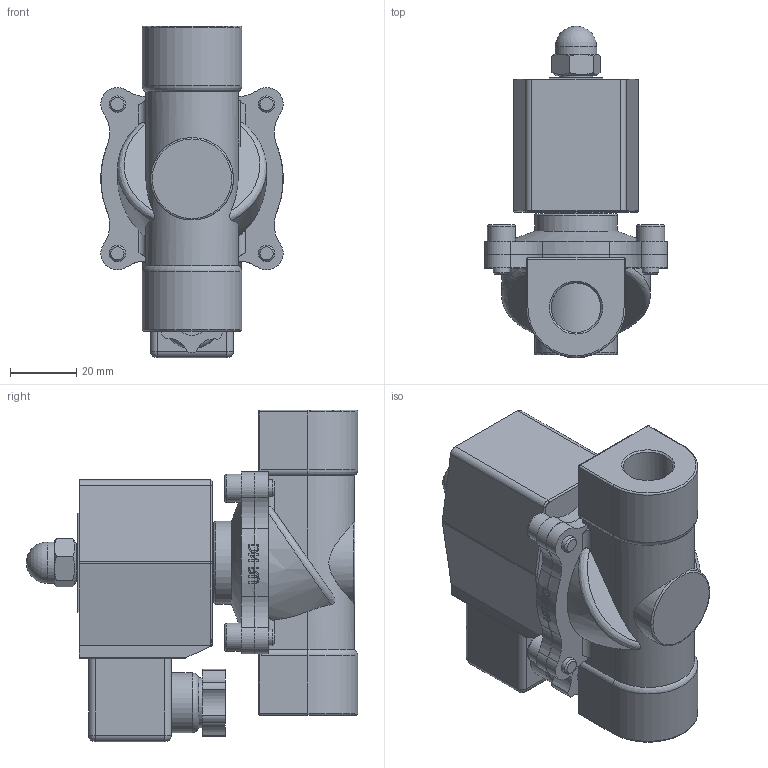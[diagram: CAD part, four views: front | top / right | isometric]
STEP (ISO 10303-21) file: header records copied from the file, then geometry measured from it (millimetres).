
FILE_DESCRIPTION(/* description */ (''),/* implementation_level */ '2;1');
FILE_NAME(/* name */ 'DN15_3D_STEP.stp',/* time_stamp */ '2024-03-20T18:46:28+03:00',/* author */ ('igorr'),/* organization */ (''),/* preprocessor_version */ 'ST-DEVELOPER v19.2',/* originating_system */ 'Autodesk Inventor 2023',/* authorisation */ '');
FILE_SCHEMA (('AUTOMOTIVE_DESIGN { 1 0 10303 214 3 1 1 }'));
Length unit declared in the file: millimetre
Products named in the file (4): Сборка; Деталь1; DIN 1587 - M8; AS 1420 - 1973 - M5 x 10
Assembly tree (6 placements, depth 2):
  Сборка
    Деталь1
    DIN 1587 - M8
    AS 1420 - 1973 - M5 x 10  x4
Bounding box: 55 x 100 x 100 mm (x, y, z)
Volume: 181474 mm3; surface area: 37712.5 mm2
Topology: 6 solids, 6 shells, 545 faces, 1472 edges, 958 vertices
Faces by surface type: plane 242, cylinder 200, bspline 51, torus 23, cone 20, sphere 9
Full cylindrical faces by diameter (mm): 5 x12, 6.647 x1, 8.5 x4, 10 x2, 12.5 x1, 15 x3, 18 x2, 25 x1
Entity records: 18378 total; most frequent: CARTESIAN_POINT 5079, ORIENTED_EDGE 2722, DIRECTION 2626, EDGE_CURVE 1361, AXIS2_PLACEMENT_3D 987, VERTEX_POINT 886, LINE 652, VECTOR 652
